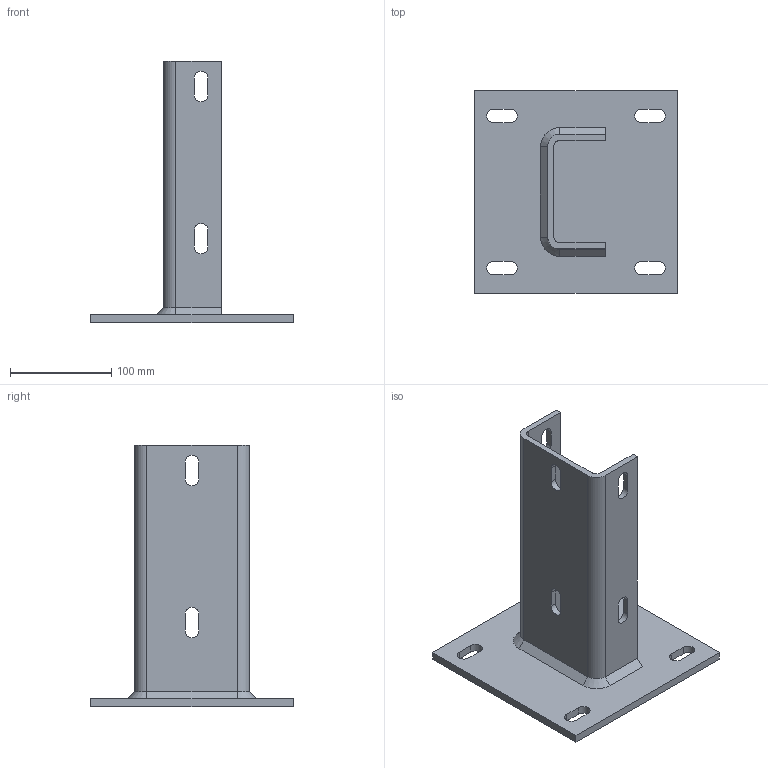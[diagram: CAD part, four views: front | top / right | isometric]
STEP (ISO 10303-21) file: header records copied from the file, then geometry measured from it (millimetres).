
FILE_DESCRIPTION((''),'2;1');
FILE_NAME('131837.stp','2010-07-15T11:09:53',('DMK009'),(''),'Autodesk Inventor 2010','Autodesk Inventor 2010','');
FILE_SCHEMA(('AUTOMOTIVE_DESIGN { 1 0 10303 214 1 1 1 1 }'));
Length unit declared in the file: millimetre
Products named in the file (1): 131837
Bounding box: 200 x 200 x 258 mm (x, y, z)
Volume: 611519.8 mm3; surface area: 190039.7 mm2
Topology: 1 solids, 1 shells, 64 faces, 179 edges, 118 vertices
Faces by surface type: plane 38, cylinder 24, cone 2
Entity records: 2205 total; most frequent: CARTESIAN_POINT 362, DIRECTION 359, ORIENTED_EDGE 358, EDGE_CURVE 179, VECTOR 129, LINE 129, VERTEX_POINT 118, AXIS2_PLACEMENT_3D 115
